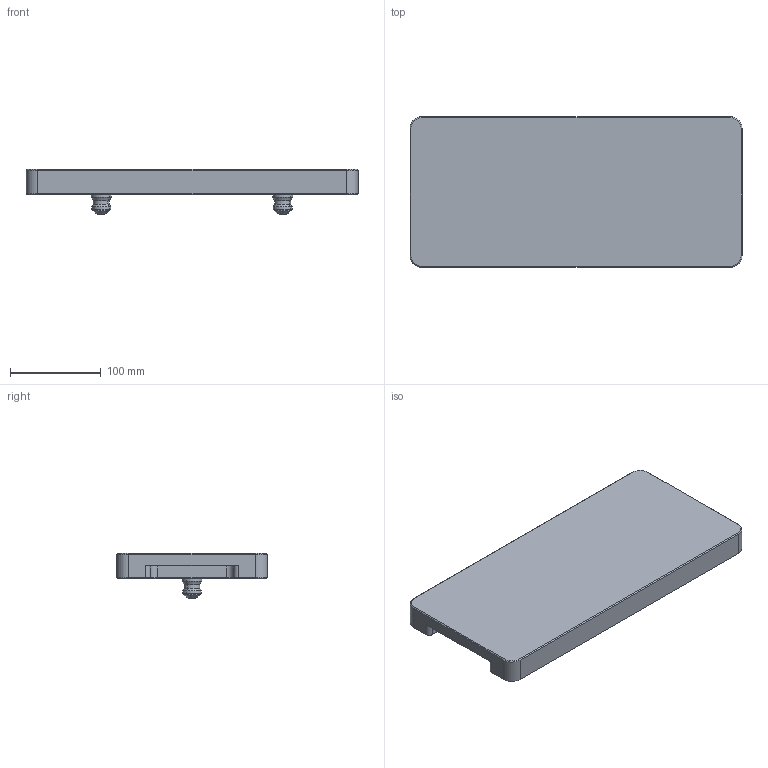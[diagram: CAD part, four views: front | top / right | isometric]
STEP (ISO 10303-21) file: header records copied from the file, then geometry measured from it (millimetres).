
FILE_DESCRIPTION (( 'STEP AP214' ), '1' );
FILE_NAME ('×°ÅäÌå3.STEP', '2019-12-19T02:52:59', ( 'PC' ), ( 'Microsoft' ), 'SwSTEP 2.0', 'SolidWorks 2018', '' );
FILE_SCHEMA (( 'AUTOMOTIVE_DESIGN' ));
Length unit declared in the file: millimetre
Products named in the file (3): 蚾饜极3; Q10嶺間耀倰; з遙啣
Assembly tree (3 placements, depth 2):
  蚾饜极3
    з遙啣
    Q10嶺間耀倰  x2
Bounding box: 366 x 166 x 50.3 mm (x, y, z)
Volume: 1656702.3 mm3; surface area: 158602 mm2
Topology: 5 solids, 5 shells, 168 faces, 372 edges, 217 vertices
Faces by surface type: plane 60, cylinder 54, cone 54
Entity records: 4032 total; most frequent: DIRECTION 636, CARTESIAN_POINT 581, ORIENTED_EDGE 548, EDGE_CURVE 274, AXIS2_PLACEMENT_3D 235, LINE 166, VECTOR 166, VERTEX_POINT 164
